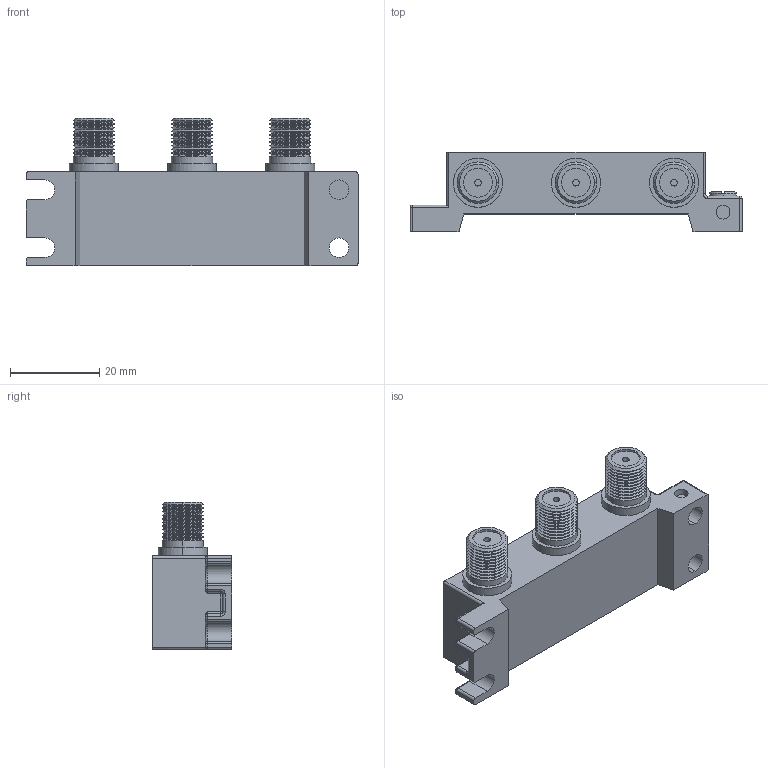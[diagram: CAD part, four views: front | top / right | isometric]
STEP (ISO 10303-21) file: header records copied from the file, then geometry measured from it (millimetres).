
FILE_DESCRIPTION (( 'STEP AP203' ), '1' );
FILE_NAME ('FMDP1001_3D.STEP', '2022-11-03T16:07:40', ( '' ), ( '' ), 'SwSTEP 2.0', 'SolidWorks 2022', '' );
FILE_SCHEMA (( 'CONFIG_CONTROL_DESIGN' ));
Length unit declared in the file: millimetre
Products named in the file (1): FMDP1001_3D
Bounding box: 74.5 x 17.9 x 33 mm (x, y, z)
Volume: 20861.6 mm3; surface area: 7834.2 mm2
Topology: 1 solids, 1 shells, 916 faces, 2169 edges, 1310 vertices
Faces by surface type: plane 335, bspline 167, cylinder 138, torus 134, cone 126, sphere 16
Entity records: 36604 total; most frequent: CARTESIAN_POINT 16319, ORIENTED_EDGE 4306, DIRECTION 3913, EDGE_CURVE 2153, AXIS2_PLACEMENT_3D 1352, VERTEX_POINT 1310, VECTOR 1209, LINE 1209
